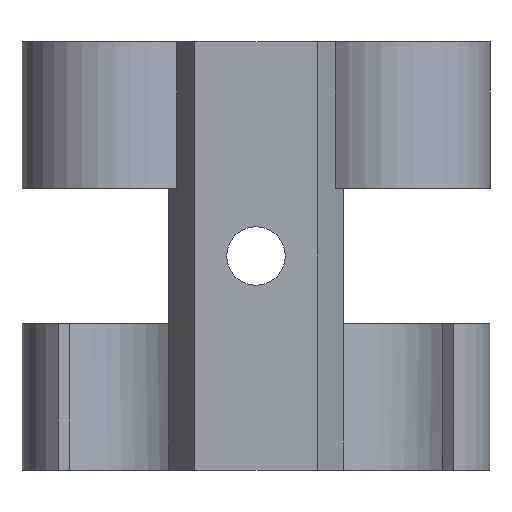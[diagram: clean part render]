
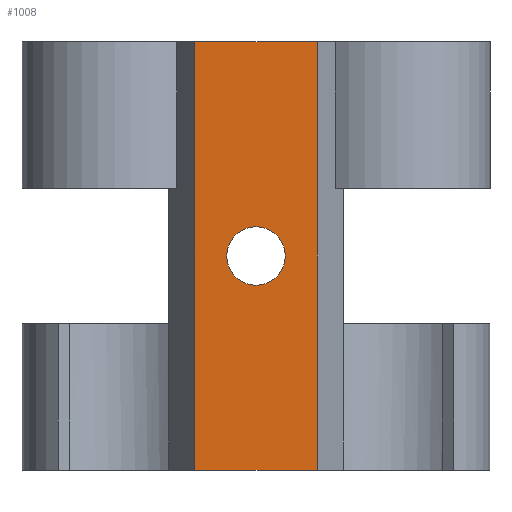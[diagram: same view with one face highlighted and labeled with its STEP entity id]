
A CAD part, front view. The second image highlights one B-rep face of the part: STEP entity #1008.
In plain terms, the highlighted planar face has unit normal (0, -1, 0).
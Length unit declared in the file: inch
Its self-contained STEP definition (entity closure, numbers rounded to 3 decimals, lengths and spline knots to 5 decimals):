
#158=DIRECTION('',(1.,0.,0.));
#159=VECTOR('',#158,0.46188);
#160=CARTESIAN_POINT('',(-0.23094,-0.4,-0.805));
#161=LINE('',#160,#159);
#373=DIRECTION('',(1.,0.,0.));
#374=VECTOR('',#373,0.46188);
#375=CARTESIAN_POINT('',(-0.23094,-0.4,0.805));
#376=LINE('',#375,#374);
#430=DIRECTION('',(0.,0.,1.));
#431=VECTOR('',#430,1.61);
#432=CARTESIAN_POINT('',(0.23094,-0.4,-0.805));
#433=LINE('',#432,#431);
#437=DIRECTION('',(0.,0.,1.));
#438=VECTOR('',#437,1.61);
#439=CARTESIAN_POINT('',(-0.23094,-0.4,-0.805));
#440=LINE('',#439,#438);
#444=CARTESIAN_POINT('',(0.,-0.4,0.));
#445=DIRECTION('',(0.,-1.,0.));
#446=DIRECTION('',(1.,0.,0.));
#447=AXIS2_PLACEMENT_3D('',#444,#445,#446);
#452=CARTESIAN_POINT('',(0.,-0.4,0.));
#453=DIRECTION('',(0.,-1.,0.));
#454=DIRECTION('',(-1.,0.,0.));
#455=AXIS2_PLACEMENT_3D('',#452,#453,#454);
#643=CARTESIAN_POINT('',(-0.23094,-0.4,-0.805));
#644=CARTESIAN_POINT('',(0.23094,-0.4,-0.805));
#645=VERTEX_POINT('',#643);
#646=VERTEX_POINT('',#644);
#651=CARTESIAN_POINT('',(-0.23094,-0.4,0.805));
#652=CARTESIAN_POINT('',(0.23094,-0.4,0.805));
#653=VERTEX_POINT('',#651);
#654=VERTEX_POINT('',#652);
#715=CARTESIAN_POINT('',(0.11,-0.4,0.));
#716=CARTESIAN_POINT('',(-0.11,-0.4,0.));
#717=VERTEX_POINT('',#715);
#718=VERTEX_POINT('',#716);
#990=CARTESIAN_POINT('',(-0.23094,-0.4,-0.805));
#991=DIRECTION('',(0.,-1.,0.));
#992=DIRECTION('',(1.,0.,0.));
#993=AXIS2_PLACEMENT_3D('',#990,#991,#992);
#994=PLANE('',#993);
#995=ORIENTED_EDGE('',*,*,#764,.F.);
#997=ORIENTED_EDGE('',*,*,#996,.T.);
#998=ORIENTED_EDGE('',*,*,#956,.T.);
#999=ORIENTED_EDGE('',*,*,#984,.F.);
#1000=EDGE_LOOP('',(#995,#997,#998,#999));
#1001=FACE_OUTER_BOUND('',#1000,.F.);
#1003=ORIENTED_EDGE('',*,*,#1002,.T.);
#1005=ORIENTED_EDGE('',*,*,#1004,.T.);
#1006=EDGE_LOOP('',(#1003,#1005));
#1007=FACE_BOUND('',#1006,.F.);
#1008=ADVANCED_FACE('',(#1001,#1007),#994,.T.);
#448=CIRCLE('',#447,0.11);
#456=CIRCLE('',#455,0.11);
#764=EDGE_CURVE('',#645,#646,#161,.T.);
#956=EDGE_CURVE('',#653,#654,#376,.T.);
#984=EDGE_CURVE('',#646,#654,#433,.T.);
#996=EDGE_CURVE('',#645,#653,#440,.T.);
#1002=EDGE_CURVE('',#717,#718,#448,.T.);
#1004=EDGE_CURVE('',#718,#717,#456,.T.);
